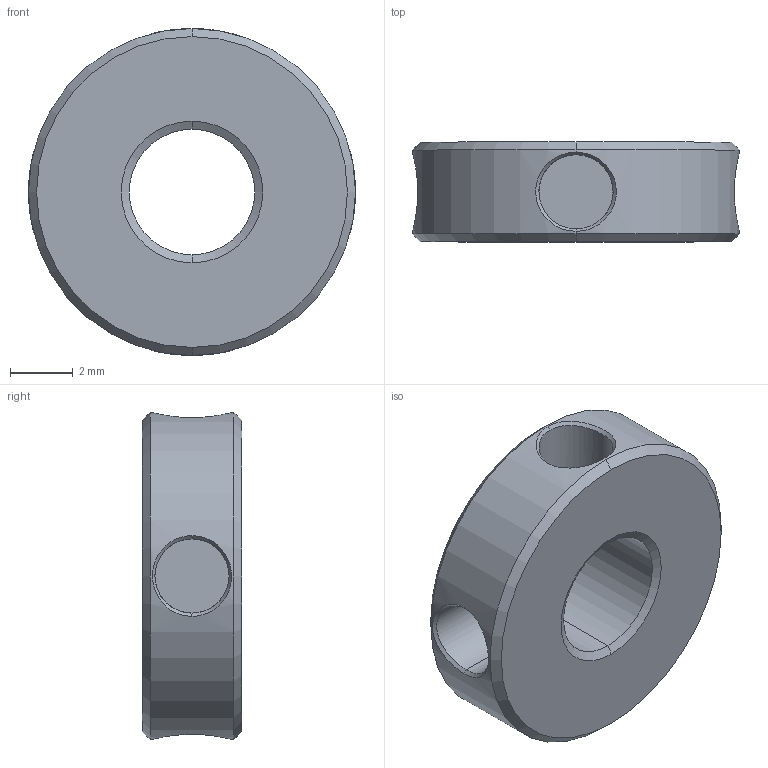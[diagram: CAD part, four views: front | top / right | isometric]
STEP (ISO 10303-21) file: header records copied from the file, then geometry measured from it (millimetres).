
FILE_DESCRIPTION (( 'STEP AP214' ), '1' );
FILE_NAME ('TTN174841-E0W.STEP', '2019-02-14T18:53:53', ( '' ), ( '' ), 'SwSTEP 2.0', 'SolidWorks 2018', '' );
FILE_SCHEMA (( 'AUTOMOTIVE_DESIGN' ));
Length unit declared in the file: inch
Products named in the file (1): TTN174841-E0W
Bounding box: 10.41 x 3.17 x 10.41 mm (x, y, z)
Volume: 179.3 mm3; surface area: 355.2 mm2
Topology: 1 solids, 1 shells, 34 faces, 74 edges, 44 vertices
Faces by surface type: cylinder 12, bspline 8, cone 8, plane 6
Entity records: 1503 total; most frequent: CARTESIAN_POINT 726, ORIENTED_EDGE 148, DIRECTION 124, EDGE_CURVE 74, AXIS2_PLACEMENT_3D 51, VERTEX_POINT 44, EDGE_LOOP 38, FACE_OUTER_BOUND 34
